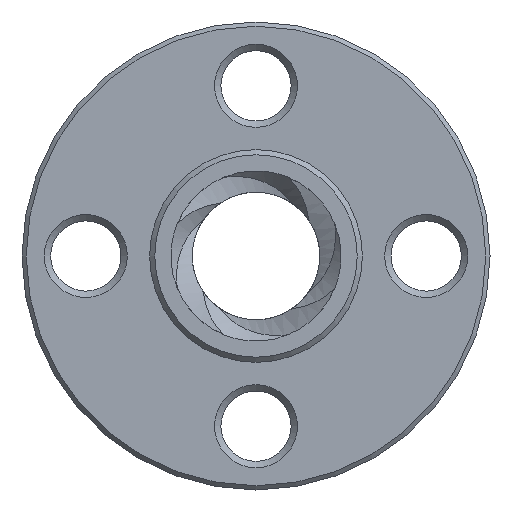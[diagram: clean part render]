
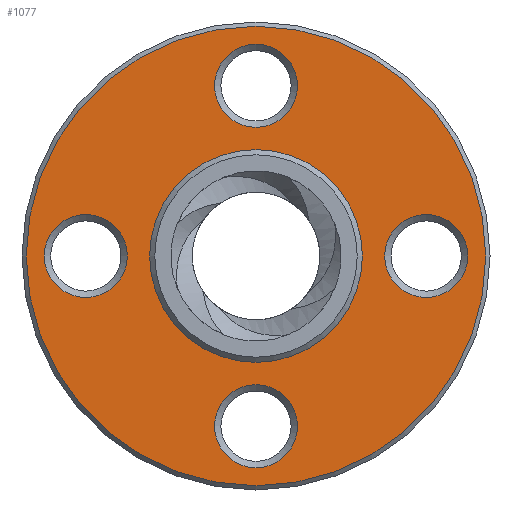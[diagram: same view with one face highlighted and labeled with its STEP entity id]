
A CAD part, front view. The second image highlights one B-rep face of the part: STEP entity #1077.
In plain terms, the highlighted planar face has unit normal (0, -1, 0).
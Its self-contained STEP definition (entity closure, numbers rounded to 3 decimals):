
#35=FACE_BOUND('',#214,.T.);
#36=FACE_BOUND('',#215,.T.);
#37=FACE_BOUND('',#216,.T.);
#38=FACE_BOUND('',#217,.T.);
#39=FACE_BOUND('',#218,.T.);
#43=PLANE('',#1211);
#145=FACE_OUTER_BOUND('',#213,.T.);
#213=EDGE_LOOP('',(#806));
#214=EDGE_LOOP('',(#807));
#215=EDGE_LOOP('',(#808));
#216=EDGE_LOOP('',(#809));
#217=EDGE_LOOP('',(#810));
#218=EDGE_LOOP('',(#811));
#267=CIRCLE('',#1167,10.8);
#278=CIRCLE('',#1183,1.95);
#281=CIRCLE('',#1187,1.95);
#284=CIRCLE('',#1191,1.95);
#287=CIRCLE('',#1195,1.95);
#290=CIRCLE('',#1208,5.);
#456=VERTEX_POINT('',#2026);
#467=VERTEX_POINT('',#2058);
#470=VERTEX_POINT('',#2066);
#473=VERTEX_POINT('',#2074);
#476=VERTEX_POINT('',#2082);
#479=VERTEX_POINT('',#2380);
#555=EDGE_CURVE('',#456,#456,#267,.T.);
#571=EDGE_CURVE('',#467,#467,#278,.T.);
#575=EDGE_CURVE('',#470,#470,#281,.T.);
#579=EDGE_CURVE('',#473,#473,#284,.T.);
#583=EDGE_CURVE('',#476,#476,#287,.T.);
#599=EDGE_CURVE('',#479,#479,#290,.T.);
#806=ORIENTED_EDGE('',*,*,#555,.T.);
#807=ORIENTED_EDGE('',*,*,#599,.F.);
#808=ORIENTED_EDGE('',*,*,#583,.T.);
#809=ORIENTED_EDGE('',*,*,#579,.T.);
#810=ORIENTED_EDGE('',*,*,#575,.T.);
#811=ORIENTED_EDGE('',*,*,#571,.T.);
#1077=ADVANCED_FACE('',(#145,#35,#36,#37,#38,#39),#43,.F.);
#1167=AXIS2_PLACEMENT_3D('',#2028,#1328,#1329);
#1183=AXIS2_PLACEMENT_3D('',#2060,#1365,#1366);
#1187=AXIS2_PLACEMENT_3D('',#2068,#1374,#1375);
#1191=AXIS2_PLACEMENT_3D('',#2076,#1383,#1384);
#1195=AXIS2_PLACEMENT_3D('',#2084,#1392,#1393);
#1208=AXIS2_PLACEMENT_3D('',#2381,#1423,#1424);
#1211=AXIS2_PLACEMENT_3D('',#2386,#1431,#1432);
#1328=DIRECTION('center_axis',(0.,-1.,0.));
#1329=DIRECTION('ref_axis',(0.,0.,1.));
#1365=DIRECTION('center_axis',(0.,1.,0.));
#1366=DIRECTION('ref_axis',(0.,0.,1.));
#1374=DIRECTION('center_axis',(0.,1.,0.));
#1375=DIRECTION('ref_axis',(0.,0.,1.));
#1383=DIRECTION('center_axis',(0.,1.,0.));
#1384=DIRECTION('ref_axis',(0.,0.,1.));
#1392=DIRECTION('center_axis',(0.,1.,0.));
#1393=DIRECTION('ref_axis',(0.,0.,1.));
#1423=DIRECTION('center_axis',(0.,-1.,0.));
#1424=DIRECTION('ref_axis',(0.,0.,1.));
#1431=DIRECTION('center_axis',(0.,1.,0.));
#1432=DIRECTION('ref_axis',(0.,0.,1.));
#2026=CARTESIAN_POINT('',(0.,0.,-10.8));
#2028=CARTESIAN_POINT('Origin',(0.,0.,0.));
#2058=CARTESIAN_POINT('',(-8.,0.,1.95));
#2060=CARTESIAN_POINT('Origin',(-8.,0.,0.));
#2066=CARTESIAN_POINT('',(0.,0.,9.95));
#2068=CARTESIAN_POINT('Origin',(0.,0.,8.));
#2074=CARTESIAN_POINT('',(8.,0.,1.95));
#2076=CARTESIAN_POINT('Origin',(8.,0.,0.));
#2082=CARTESIAN_POINT('',(0.,0.,-6.05));
#2084=CARTESIAN_POINT('Origin',(0.,0.,-8.));
#2380=CARTESIAN_POINT('',(0.,0.,-5.));
#2381=CARTESIAN_POINT('Origin',(0.,0.,0.));
#2386=CARTESIAN_POINT('Origin',(0.,0.,0.));
